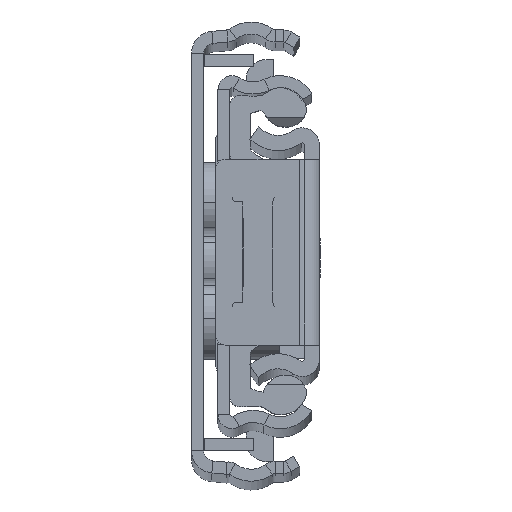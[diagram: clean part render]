
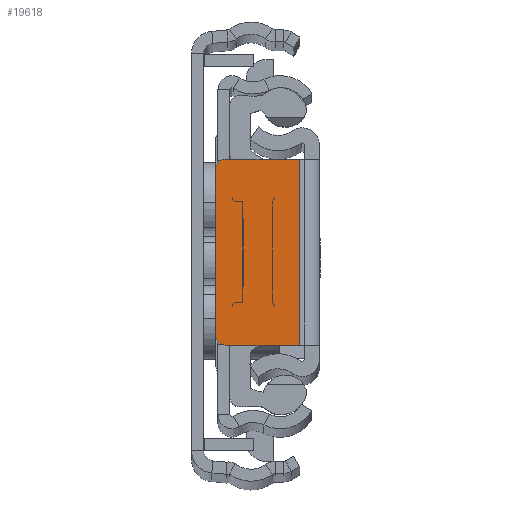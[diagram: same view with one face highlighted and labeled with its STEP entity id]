
A CAD part, top view. The second image highlights one B-rep face of the part: STEP entity #19618.
In plain terms, the highlighted planar face has unit normal (0, 0, 1).
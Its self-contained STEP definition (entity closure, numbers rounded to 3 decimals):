
#296 = CARTESIAN_POINT ( 'NONE',  ( -2., -9.25, 0. ) ) ;
#751 = ORIENTED_EDGE ( 'NONE', *, *, #11457, .T. ) ;
#1415 = EDGE_LOOP ( 'NONE', ( #16407, #13927, #22403, #14734, #21654, #751 ) ) ;
#1979 = CIRCLE ( 'NONE', #12527, 1. ) ;
#2063 = VERTEX_POINT ( 'NONE', #19415 ) ;
#2501 = EDGE_CURVE ( 'NONE', #22352, #14147, #7640, .T. ) ;
#2608 = LINE ( 'NONE', #8170, #16960 ) ;
#3092 = EDGE_CURVE ( 'NONE', #2063, #20554, #5868, .T. ) ;
#3421 = DIRECTION ( 'NONE',  ( 0., 0., 1. ) ) ;
#3700 = DIRECTION ( 'NONE',  ( -1., 0., 0. ) ) ;
#4364 = CARTESIAN_POINT ( 'NONE',  ( -9.3, -8.25, 0. ) ) ;
#5124 = CARTESIAN_POINT ( 'NONE',  ( -9.3, 8.25, 0. ) ) ;
#5451 = VERTEX_POINT ( 'NONE', #16070 ) ;
#5868 = LINE ( 'NONE', #7345, #7939 ) ;
#5943 = DIRECTION ( 'NONE',  ( 1., 0., 0. ) ) ;
#6903 = VERTEX_POINT ( 'NONE', #21367 ) ;
#7156 = VECTOR ( 'NONE', #3700, 1000. ) ;
#7345 = CARTESIAN_POINT ( 'NONE',  ( -10.3, 0., 0. ) ) ;
#7640 = LINE ( 'NONE', #14944, #16261 ) ;
#7939 = VECTOR ( 'NONE', #10555, 1000. ) ;
#8170 = CARTESIAN_POINT ( 'NONE',  ( -2., -9.25, 0. ) ) ;
#8559 = PLANE ( 'NONE',  #20304 ) ;
#8973 = CARTESIAN_POINT ( 'NONE',  ( -9.3, -9.25, 0. ) ) ;
#9930 = DIRECTION ( 'NONE',  ( -1., 0., 0. ) ) ;
#10555 = DIRECTION ( 'NONE',  ( 0., -1., 0. ) ) ;
#11457 = EDGE_CURVE ( 'NONE', #5451, #2063, #17182, .T. ) ;
#11641 = DIRECTION ( 'NONE',  ( -1., 0., 0. ) ) ;
#12143 = CARTESIAN_POINT ( 'NONE',  ( 0., 9.25, 0. ) ) ;
#12527 = AXIS2_PLACEMENT_3D ( 'NONE', #4364, #20064, #9930 ) ;
#13361 = CARTESIAN_POINT ( 'NONE',  ( 0., 0., 0. ) ) ;
#13927 = ORIENTED_EDGE ( 'NONE', *, *, #14875, .T. ) ;
#14147 = VERTEX_POINT ( 'NONE', #296 ) ;
#14734 = ORIENTED_EDGE ( 'NONE', *, *, #18234, .F. ) ;
#14875 = EDGE_CURVE ( 'NONE', #20554, #22352, #1979, .T. ) ;
#14944 = CARTESIAN_POINT ( 'NONE',  ( 0., -9.25, 0. ) ) ;
#15144 = DIRECTION ( 'NONE',  ( 0., -1., 0. ) ) ;
#15781 = LINE ( 'NONE', #12143, #7156 ) ;
#16070 = CARTESIAN_POINT ( 'NONE',  ( -9.3, 9.25, 0. ) ) ;
#16261 = VECTOR ( 'NONE', #5943, 1000. ) ;
#16407 = ORIENTED_EDGE ( 'NONE', *, *, #3092, .T. ) ;
#16960 = VECTOR ( 'NONE', #15144, 1000. ) ;
#17182 = CIRCLE ( 'NONE', #19000, 1. ) ;
#17306 = DIRECTION ( 'NONE',  ( -1., 0., 0. ) ) ;
#18234 = EDGE_CURVE ( 'NONE', #6903, #14147, #2608, .T. ) ;
#18665 = EDGE_CURVE ( 'NONE', #6903, #5451, #15781, .T. ) ;
#19000 = AXIS2_PLACEMENT_3D ( 'NONE', #5124, #3421, #17306 ) ;
#19415 = CARTESIAN_POINT ( 'NONE',  ( -10.3, 8.25, 0. ) ) ;
#19618 = ADVANCED_FACE ( 'NONE', ( #22004 ), #8559, .F. ) ;
#20064 = DIRECTION ( 'NONE',  ( 0., 0., 1. ) ) ;
#20193 = DIRECTION ( 'NONE',  ( 0., 0., -1. ) ) ;
#20304 = AXIS2_PLACEMENT_3D ( 'NONE', #13361, #20193, #11641 ) ;
#20554 = VERTEX_POINT ( 'NONE', #21000 ) ;
#21000 = CARTESIAN_POINT ( 'NONE',  ( -10.3, -8.25, 0. ) ) ;
#21367 = CARTESIAN_POINT ( 'NONE',  ( -2., 9.25, 0. ) ) ;
#21654 = ORIENTED_EDGE ( 'NONE', *, *, #18665, .T. ) ;
#22004 = FACE_OUTER_BOUND ( 'NONE', #1415, .T. ) ;
#22352 = VERTEX_POINT ( 'NONE', #8973 ) ;
#22403 = ORIENTED_EDGE ( 'NONE', *, *, #2501, .T. ) ;
